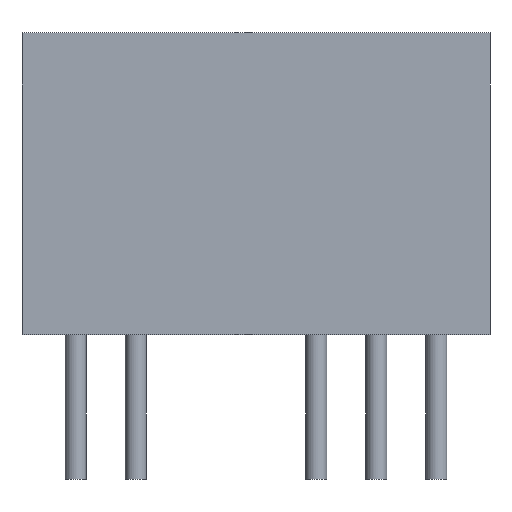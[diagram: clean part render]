
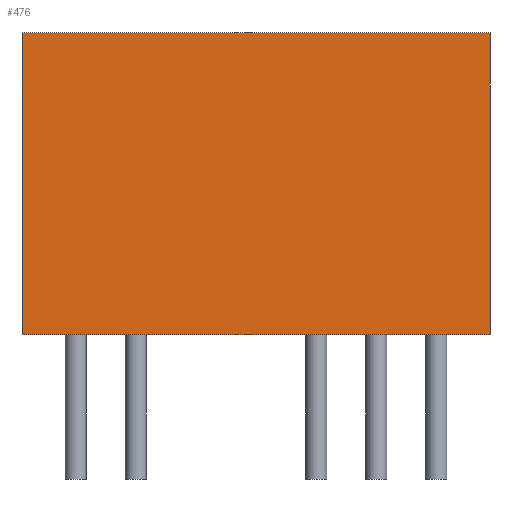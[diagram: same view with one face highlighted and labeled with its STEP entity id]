
A CAD part, front view. The second image highlights one B-rep face of the part: STEP entity #476.
In plain terms, the highlighted planar face has unit normal (0, -1, 0).
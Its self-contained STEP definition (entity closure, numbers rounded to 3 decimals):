
#476=ADVANCED_FACE('',(#482),#477,.T.);
#477=PLANE('',#478);
#478=AXIS2_PLACEMENT_3D('',#479,#480,#481);
#479=CARTESIAN_POINT('',(-2.261,-5.029,0.0));
#480=DIRECTION('',(0.0,-1.0,0.0));
#481=DIRECTION('',(0.,0.,1.));
#482=FACE_OUTER_BOUND('',#483,.T.);
#483=EDGE_LOOP('',(#484,#494,#504,#514));
#487=CARTESIAN_POINT('',(17.501,-5.029,0.0));
#486=VERTEX_POINT('',#487);
#489=CARTESIAN_POINT('',(-2.261,-5.029,0.0));
#488=VERTEX_POINT('',#489);
#485=EDGE_CURVE('',#486,#488,#490,.T.);
#490=LINE('',#487,#492);
#492=VECTOR('',#493,19.761);
#493=DIRECTION('',(-1.0,0.0,0.0));
#484=ORIENTED_EDGE('',*,*,#485,.F.);
#497=CARTESIAN_POINT('',(17.501,-5.029,12.751));
#496=VERTEX_POINT('',#497);
#495=EDGE_CURVE('',#496,#486,#500,.T.);
#500=LINE('',#497,#502);
#502=VECTOR('',#503,12.751);
#503=DIRECTION('',(0.0,0.0,-1.0));
#494=ORIENTED_EDGE('',*,*,#495,.F.);
#507=CARTESIAN_POINT('',(-2.261,-5.029,12.751));
#506=VERTEX_POINT('',#507);
#505=EDGE_CURVE('',#506,#496,#510,.T.);
#510=LINE('',#507,#512);
#512=VECTOR('',#513,19.761);
#513=DIRECTION('',(1.0,0.0,0.0));
#504=ORIENTED_EDGE('',*,*,#505,.F.);
#515=EDGE_CURVE('',#488,#506,#520,.T.);
#520=LINE('',#489,#522);
#522=VECTOR('',#523,12.751);
#523=DIRECTION('',(0.0,0.0,1.0));
#514=ORIENTED_EDGE('',*,*,#515,.F.);
